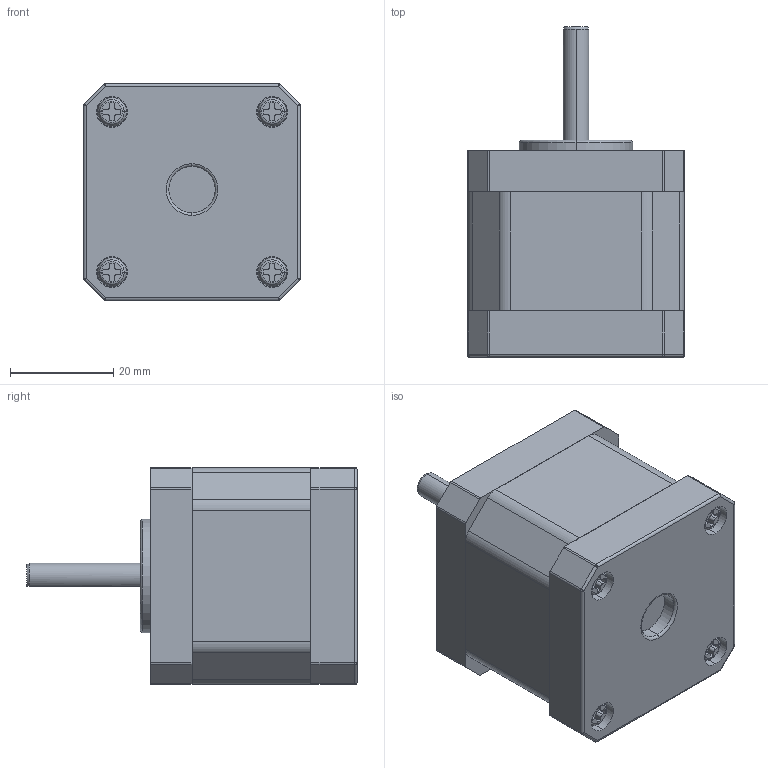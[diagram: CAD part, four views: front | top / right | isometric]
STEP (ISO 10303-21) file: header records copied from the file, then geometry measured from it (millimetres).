
FILE_DESCRIPTION (( 'STEP AP214' ), '1' );
FILE_NAME ('42-40.STEP', '2018-06-28T07:50:39', ( 'SUMTOR-117005' ), ( 'Microsoft' ), 'SwSTEP 2.0', 'SolidWorks 2015', '' );
FILE_SCHEMA (( 'AUTOMOTIVE_DESIGN' ));
Length unit declared in the file: millimetre
Products named in the file (5): 42奻; 42菁釱; 40儂旯; 42-40; M3x32
Assembly tree (7 placements, depth 2):
  42-40
    40儂旯
    42菁釱
    42奻
    M3x32  x4
Bounding box: 42 x 64 x 42 mm (x, y, z)
Volume: 68008.7 mm3; surface area: 20210.6 mm2
Topology: 7 solids, 7 shells, 236 faces, 587 edges, 374 vertices
Faces by surface type: cylinder 118, plane 89, torus 12, sphere 8, bspline 8, cone 1
Entity records: 4975 total; most frequent: DIRECTION 889, CARTESIAN_POINT 817, ORIENTED_EDGE 756, EDGE_CURVE 378, AXIS2_PLACEMENT_3D 352, VERTEX_POINT 242, EDGE_LOOP 190, CIRCLE 189
